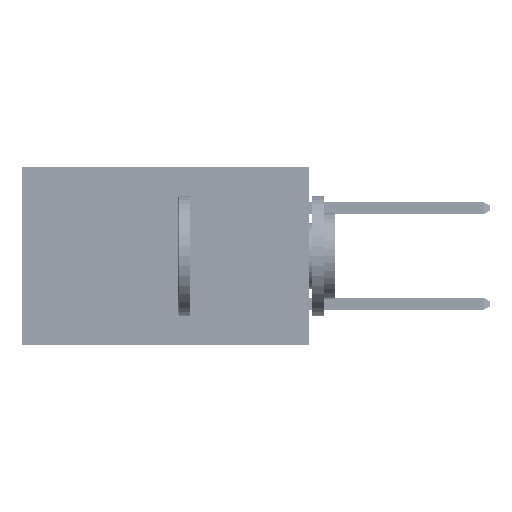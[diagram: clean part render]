
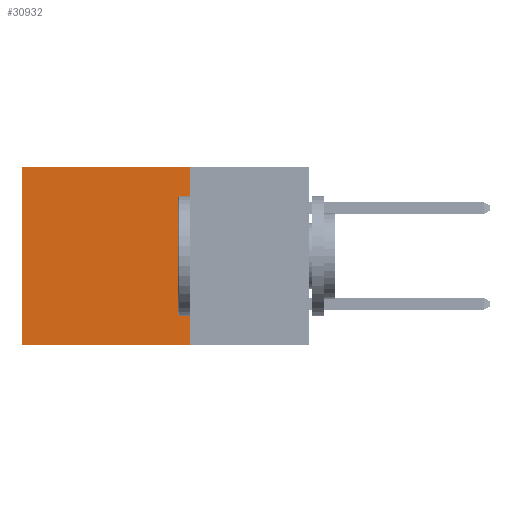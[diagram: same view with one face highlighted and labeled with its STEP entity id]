
A CAD part, left-side view. The second image highlights one B-rep face of the part: STEP entity #30932.
In plain terms, the highlighted planar face has unit normal (-1, 0, 0).
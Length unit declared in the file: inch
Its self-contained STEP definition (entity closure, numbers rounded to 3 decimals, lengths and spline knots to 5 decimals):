
#490 = PLANE ( 'NONE',  #31715 ) ;
#1034 = CARTESIAN_POINT ( 'NONE',  ( 0.2875, 0.6, 0. ) ) ;
#2801 = EDGE_CURVE ( 'NONE', #26088, #46939, #47466, .T. ) ;
#2855 = ORIENTED_EDGE ( 'NONE', *, *, #26641, .F. ) ;
#4443 = CARTESIAN_POINT ( 'NONE',  ( 0.2875, 0.25, 0. ) ) ;
#7763 = ORIENTED_EDGE ( 'NONE', *, *, #33739, .F. ) ;
#9994 = CARTESIAN_POINT ( 'NONE',  ( 0.2875, 0.6, -0.37 ) ) ;
#10737 = CARTESIAN_POINT ( 'NONE',  ( 0.2875, 0.25, 0. ) ) ;
#13722 = CARTESIAN_POINT ( 'NONE',  ( 0.2875, 0.25, -0.37 ) ) ;
#13724 = VERTEX_POINT ( 'NONE', #9994 ) ;
#15136 = LINE ( 'NONE', #28800, #51249 ) ;
#15884 = DIRECTION ( 'NONE',  ( 0., 0., -1. ) ) ;
#17956 = VERTEX_POINT ( 'NONE', #38753 ) ;
#21274 = ORIENTED_EDGE ( 'NONE', *, *, #2801, .T. ) ;
#24073 = ORIENTED_EDGE ( 'NONE', *, *, #51738, .T. ) ;
#24354 = LINE ( 'NONE', #42208, #39552 ) ;
#25945 = VECTOR ( 'NONE', #47064, 39.37008 ) ;
#26088 = VERTEX_POINT ( 'NONE', #50948 ) ;
#26641 = EDGE_CURVE ( 'NONE', #17956, #13724, #44496, .T. ) ;
#28800 = CARTESIAN_POINT ( 'NONE',  ( 0.2875, 0.6, 0. ) ) ;
#28881 = DIRECTION ( 'NONE',  ( 0., 0., -1. ) ) ;
#30554 = DIRECTION ( 'NONE',  ( 0., 1., 0. ) ) ;
#30932 = ADVANCED_FACE ( 'NONE', ( #39186 ), #490, .F. ) ;
#31715 = AXIS2_PLACEMENT_3D ( 'NONE', #4443, #33162, #28881 ) ;
#33162 = DIRECTION ( 'NONE',  ( 1., 0., 0. ) ) ;
#33739 = EDGE_CURVE ( 'NONE', #26088, #17956, #24354, .T. ) ;
#34290 = DIRECTION ( 'NONE',  ( 0., 0., -1. ) ) ;
#38753 = CARTESIAN_POINT ( 'NONE',  ( 0.2875, 0.25, -0.37 ) ) ;
#39186 = FACE_OUTER_BOUND ( 'NONE', #44066, .T. ) ;
#39552 = VECTOR ( 'NONE', #34290, 39.37008 ) ;
#42208 = CARTESIAN_POINT ( 'NONE',  ( 0.2875, 0.25, 0. ) ) ;
#44066 = EDGE_LOOP ( 'NONE', ( #24073, #2855, #7763, #21274 ) ) ;
#44496 = LINE ( 'NONE', #13722, #47035 ) ;
#46939 = VERTEX_POINT ( 'NONE', #1034 ) ;
#47035 = VECTOR ( 'NONE', #30554, 39.37008 ) ;
#47064 = DIRECTION ( 'NONE',  ( 0., 1., 0. ) ) ;
#47466 = LINE ( 'NONE', #10737, #25945 ) ;
#50948 = CARTESIAN_POINT ( 'NONE',  ( 0.2875, 0.25, 0. ) ) ;
#51249 = VECTOR ( 'NONE', #15884, 39.37008 ) ;
#51738 = EDGE_CURVE ( 'NONE', #46939, #13724, #15136, .T. ) ;
